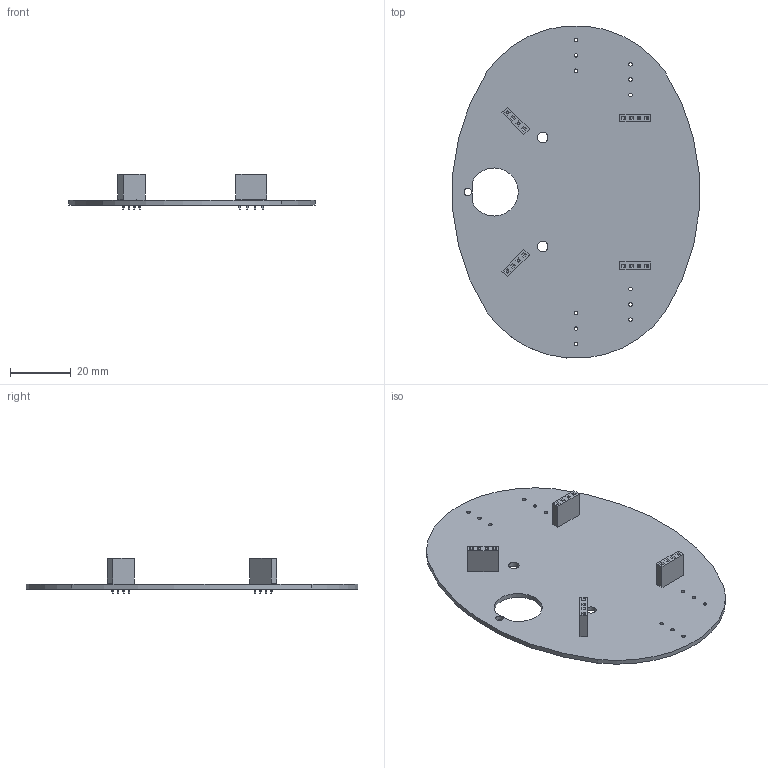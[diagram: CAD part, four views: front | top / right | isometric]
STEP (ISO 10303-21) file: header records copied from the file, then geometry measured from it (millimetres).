
FILE_DESCRIPTION(('KiCad electronic assembly'),'2;1');
FILE_NAME('Bottom Plate.step','2026-02-05T08:49:20',('Pcbnew'),('Kicad') ,'Open CASCADE STEP processor 7.8','KiCad to STEP converter','Unknown' );
FILE_SCHEMA(('AUTOMOTIVE_DESIGN { 1 0 10303 214 1 1 1 1 }'));
Length unit declared in the file: millimetre
Products named in the file (3): Bottom Plate 1; PinSocket_1x04_P2.54mm_Vertical; Trackball_PCB
Assembly tree (5 placements, depth 2):
  Bottom Plate 1
    PinSocket_1x04_P2.54mm_Vertical  x4
    Trackball_PCB
Bounding box: 81.39 x 109.58 x 11.6 mm (x, y, z)
Volume: 11271.5 mm3; surface area: 16035.1 mm2
Topology: 5 solids, 5 shells, 495 faces, 1295 edges, 842 vertices
Faces by surface type: plane 459, cylinder 36
Full cylindrical faces by diameter (mm): 1 x16, 1.194 x12, 2.5 x1, 3.5 x2
Entity records: 6227 total; most frequent: CARTESIAN_POINT 832, ORIENTED_EDGE 814, DIRECTION 797, EDGE_CURVE 407, LINE 335, VECTOR 335, VERTEX_POINT 266, AXIS2_PLACEMENT_3D 231
